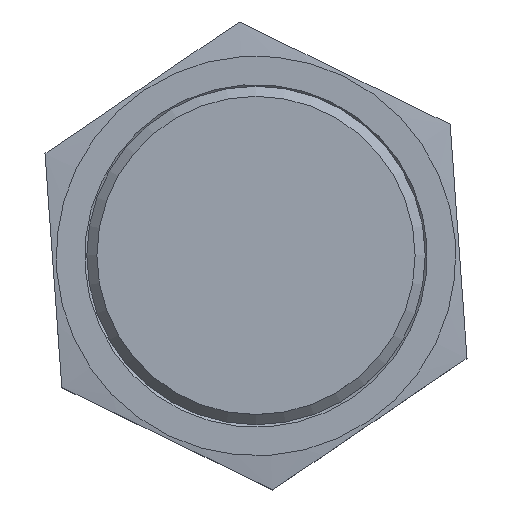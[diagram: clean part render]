
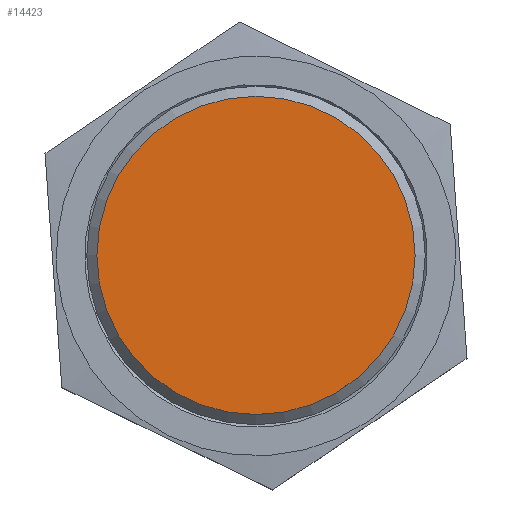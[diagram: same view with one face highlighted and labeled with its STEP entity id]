
A CAD part, top view. The second image highlights one B-rep face of the part: STEP entity #14423.
In plain terms, the highlighted planar face has unit normal (0, 0, 1).
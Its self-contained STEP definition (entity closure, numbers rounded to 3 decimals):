
#818=PLANE('',#15366);
#1594=FACE_OUTER_BOUND('',#2388,.T.);
#2388=EDGE_LOOP('',(#9734));
#5345=CIRCLE('',#15365,14.1);
#5836=VERTEX_POINT('',#22579);
#7392=EDGE_CURVE('',#5836,#5836,#5345,.T.);
#9734=ORIENTED_EDGE('',*,*,#7392,.T.);
#14423=ADVANCED_FACE('',(#1594),#818,.T.);
#15365=AXIS2_PLACEMENT_3D('',#22580,#17427,#17428);
#15366=AXIS2_PLACEMENT_3D('',#22582,#17430,#17431);
#17427=DIRECTION('center_axis',(0.,0.,1.));
#17428=DIRECTION('ref_axis',(-1.,0.,0.));
#17430=DIRECTION('center_axis',(0.,0.,1.));
#17431=DIRECTION('ref_axis',(1.,0.,0.));
#22579=CARTESIAN_POINT('',(14.1,0.,27.3));
#22580=CARTESIAN_POINT('Origin',(0.,0.,27.3));
#22582=CARTESIAN_POINT('Origin',(0.,0.,27.3));
